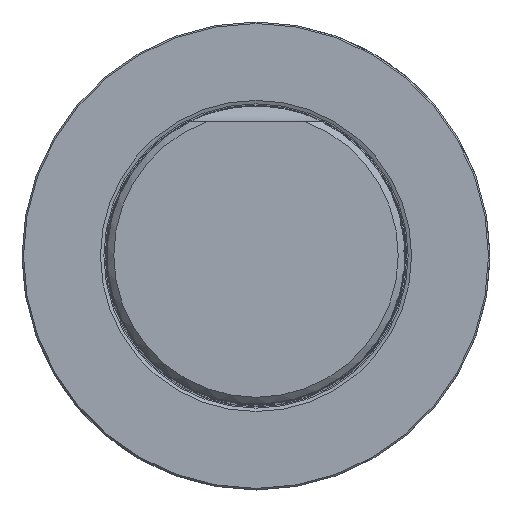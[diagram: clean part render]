
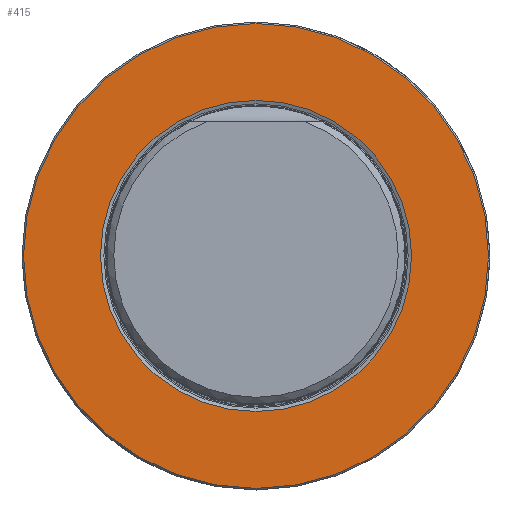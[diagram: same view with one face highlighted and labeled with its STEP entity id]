
A CAD part, top view. The second image highlights one B-rep face of the part: STEP entity #415.
In plain terms, the highlighted planar face has unit normal (0, 0, 1).
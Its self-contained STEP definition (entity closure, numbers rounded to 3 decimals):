
#221=FACE_BOUND('',#935,.T.);
#222=FACE_BOUND('',#936,.T.);
#314=PLANE('',#4475);
#415=ADVANCED_FACE('CN_SU_1',(#221,#222),#314,.F.);
#935=EDGE_LOOP('',(#2081));
#936=EDGE_LOOP('',(#2082));
#1208=CIRCLE('',#4473,20.775);
#1209=CIRCLE('',#4474,31.05);
#2081=ORIENTED_EDGE('',*,*,#3686,.F.);
#2082=ORIENTED_EDGE('',*,*,#3687,.T.);
#3263=VERTEX_POINT('',#6578);
#3264=VERTEX_POINT('',#6580);
#3686=EDGE_CURVE('',#3263,#3263,#1208,.T.);
#3687=EDGE_CURVE('',#3264,#3264,#1209,.T.);
#4473=AXIS2_PLACEMENT_3D('',#6577,#5036,#5037);
#4474=AXIS2_PLACEMENT_3D('',#6579,#5038,#5039);
#4475=AXIS2_PLACEMENT_3D('',#6581,#5040,#5041);
#5036=DIRECTION('',(0.,0.,1.));
#5037=DIRECTION('',(-1.,0.,0.));
#5038=DIRECTION('',(0.,0.,1.));
#5039=DIRECTION('',(-1.,0.,0.));
#5040=DIRECTION('',(0.,0.,-1.));
#5041=DIRECTION('',(-1.,0.,0.));
#6577=CARTESIAN_POINT('',(0.,0.,0.));
#6578=CARTESIAN_POINT('',(-20.775,0.,0.));
#6579=CARTESIAN_POINT('',(0.,0.,0.));
#6580=CARTESIAN_POINT('',(-31.05,0.,0.));
#6581=CARTESIAN_POINT('',(0.,0.,0.));
